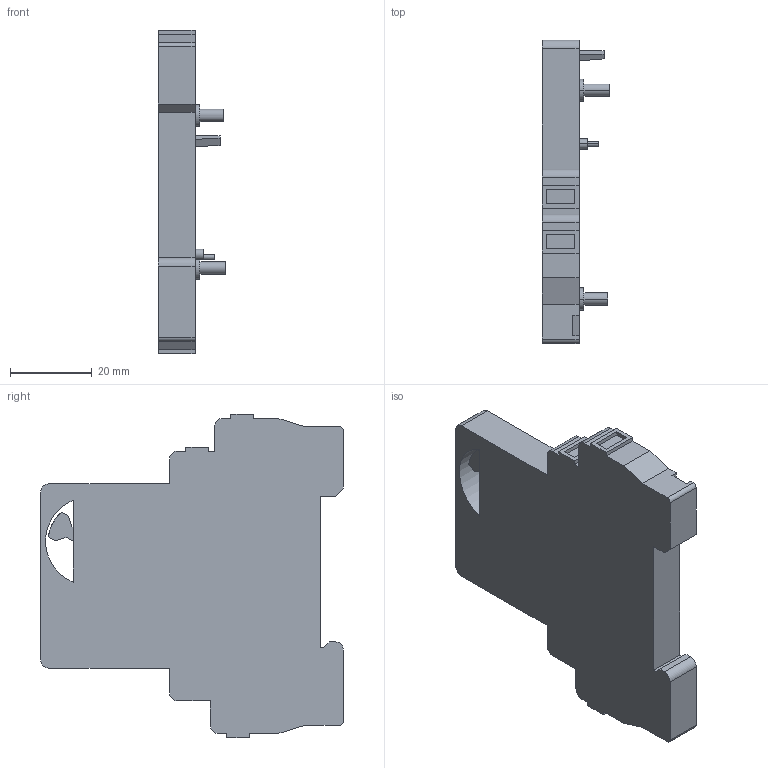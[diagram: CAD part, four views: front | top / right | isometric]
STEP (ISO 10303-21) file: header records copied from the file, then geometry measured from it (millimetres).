
FILE_DESCRIPTION (( 'STEP AP203' ), '1' );
FILE_NAME ('Áëîê-êîíòàêò ÁÊ-47 EKF Basic (mdbc-47-bas).STEP', '2021-12-16T13:30:58', ( '' ), ( '' ), 'SwSTEP 2.0', 'SolidWorks 2021', '' );
FILE_SCHEMA (( 'CONFIG_CONTROL_DESIGN' ));
Length unit declared in the file: millimetre
Products named in the file (1): Áëîê-êîíòàêò ÁÊ-47 EKF Basic (mdbc-47-bas)
Bounding box: 16.5 x 74 x 79 mm (x, y, z)
Volume: 37448.7 mm3; surface area: 12293.7 mm2
Topology: 1 solids, 1 shells, 190 faces, 478 edges, 302 vertices
Faces by surface type: plane 159, cylinder 31
Entity records: 5679 total; most frequent: CARTESIAN_POINT 971, DIRECTION 956, ORIENTED_EDGE 956, EDGE_CURVE 478, LINE 382, VECTOR 382, VERTEX_POINT 302, AXIS2_PLACEMENT_3D 287
